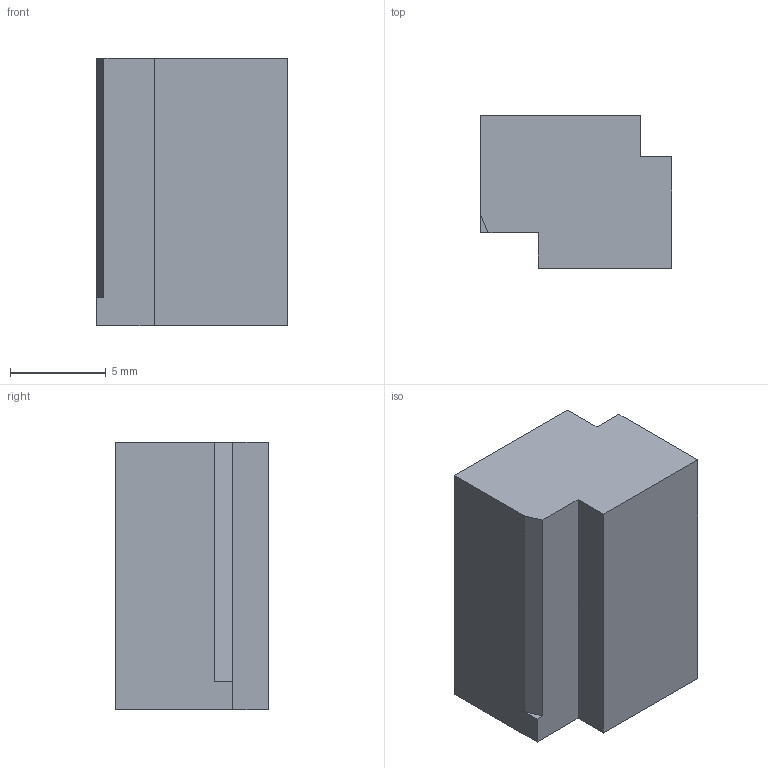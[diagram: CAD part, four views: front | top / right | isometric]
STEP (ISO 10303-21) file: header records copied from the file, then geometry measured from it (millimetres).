
FILE_DESCRIPTION(('Open CASCADE Model'),'2;1');
FILE_NAME('Open CASCADE Shape Model','2025-10-07T10:05:04',('Author'),( 'Open CASCADE'),'Open CASCADE STEP processor 7.5','Open CASCADE 7.5' ,'Unknown');
FILE_SCHEMA(('AUTOMOTIVE_DESIGN { 1 0 10303 214 1 1 1 1 }'));
Length unit declared in the file: millimetre
Products named in the file (1): Open CASCADE STEP translator 7.5 1
Bounding box: 10 x 8 x 14 mm (x, y, z)
Volume: 988.8 mm3; surface area: 641.6 mm2
Topology: 1 solids, 1 shells, 12 faces, 30 edges, 20 vertices
Faces by surface type: plane 12
Entity records: 700 total; most frequent: CARTESIAN_POINT 177, DIRECTION 62, ORIENTED_EDGE 60, PCURVE 60, DEFINITIONAL_REPRESENTATION 60, B_SPLINE_CURVE_WITH_KNOTS 54, LINE 36, VECTOR 36
